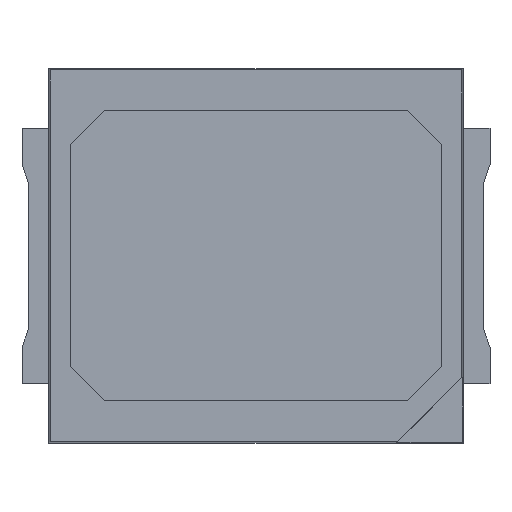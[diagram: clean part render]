
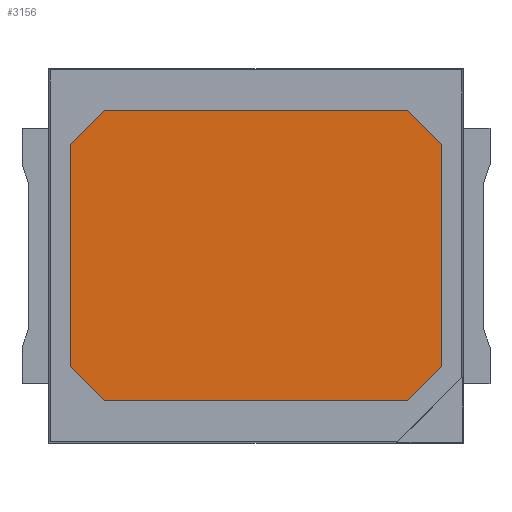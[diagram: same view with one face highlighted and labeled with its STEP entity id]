
A CAD part, top view. The second image highlights one B-rep face of the part: STEP entity #3156.
In plain terms, the highlighted planar face has unit normal (0, 0, 1).
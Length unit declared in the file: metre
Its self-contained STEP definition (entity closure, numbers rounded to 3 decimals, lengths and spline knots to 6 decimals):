
#152=PLANE('',#3401);
#286=LINE('',#4513,#621);
#290=LINE('',#4521,#625);
#293=LINE('',#4527,#628);
#296=LINE('',#4533,#631);
#299=LINE('',#4539,#634);
#302=LINE('',#4545,#637);
#305=LINE('',#4551,#640);
#307=LINE('',#4554,#642);
#621=VECTOR('',#3718,1.);
#625=VECTOR('',#3724,1.);
#628=VECTOR('',#3729,1.);
#631=VECTOR('',#3734,1.);
#634=VECTOR('',#3739,1.);
#637=VECTOR('',#3744,1.);
#640=VECTOR('',#3749,1.);
#642=VECTOR('',#3753,1.);
#1080=ORIENTED_EDGE('',*,*,#1943,.F.);
#1081=ORIENTED_EDGE('',*,*,#1922,.F.);
#1082=ORIENTED_EDGE('',*,*,#1926,.F.);
#1083=ORIENTED_EDGE('',*,*,#1929,.F.);
#1084=ORIENTED_EDGE('',*,*,#1932,.F.);
#1085=ORIENTED_EDGE('',*,*,#1935,.F.);
#1086=ORIENTED_EDGE('',*,*,#1938,.F.);
#1087=ORIENTED_EDGE('',*,*,#1941,.F.);
#1922=EDGE_CURVE('',#2373,#2374,#286,.F.);
#1926=EDGE_CURVE('',#2376,#2373,#290,.F.);
#1929=EDGE_CURVE('',#2378,#2376,#293,.F.);
#1932=EDGE_CURVE('',#2380,#2378,#296,.T.);
#1935=EDGE_CURVE('',#2382,#2380,#299,.T.);
#1938=EDGE_CURVE('',#2384,#2382,#302,.F.);
#1941=EDGE_CURVE('',#2386,#2384,#305,.T.);
#1943=EDGE_CURVE('',#2374,#2386,#307,.T.);
#2373=VERTEX_POINT('',#4512);
#2374=VERTEX_POINT('',#4514);
#2376=VERTEX_POINT('',#4520);
#2378=VERTEX_POINT('',#4526);
#2380=VERTEX_POINT('',#4532);
#2382=VERTEX_POINT('',#4538);
#2384=VERTEX_POINT('',#4544);
#2386=VERTEX_POINT('',#4550);
#2752=EDGE_LOOP('',(#1080,#1081,#1082,#1083,#1084,#1085,#1086,#1087));
#2937=FACE_BOUND('',#2752,.T.);
#3156=ADVANCED_FACE('',(#2937),#152,.T.);
#3401=AXIS2_PLACEMENT_3D('',#4556,#3756,#3757);
#3718=DIRECTION('',(-1.,0.,0.));
#3724=DIRECTION('',(-0.707,-0.707,0.));
#3729=DIRECTION('',(0.,-1.,0.));
#3734=DIRECTION('',(-0.707,0.707,0.));
#3739=DIRECTION('',(-1.,0.,0.));
#3744=DIRECTION('',(0.707,0.707,0.));
#3749=DIRECTION('',(0.,-1.,0.));
#3753=DIRECTION('',(0.707,-0.707,0.));
#3756=DIRECTION('',(0.,0.,1.));
#3757=DIRECTION('',(1.,0.,0.));
#4512=CARTESIAN_POINT('',(-0.001135,0.001085,0.0008));
#4513=CARTESIAN_POINT('',(0.,0.001085,0.0008));
#4514=CARTESIAN_POINT('',(0.001135,0.001085,0.0008));
#4520=CARTESIAN_POINT('',(-0.00139,0.00083,0.0008));
#4521=CARTESIAN_POINT('',(-0.001263,0.000958,0.0008));
#4526=CARTESIAN_POINT('',(-0.00139,-0.00083,0.0008));
#4527=CARTESIAN_POINT('',(-0.00139,0.,0.0008));
#4532=CARTESIAN_POINT('',(-0.001135,-0.001085,0.0008));
#4533=CARTESIAN_POINT('',(-0.001263,-0.000958,0.0008));
#4538=CARTESIAN_POINT('',(0.001135,-0.001085,0.0008));
#4539=CARTESIAN_POINT('',(0.,-0.001085,0.0008));
#4544=CARTESIAN_POINT('',(0.00139,-0.00083,0.0008));
#4545=CARTESIAN_POINT('',(0.001263,-0.000958,0.0008));
#4550=CARTESIAN_POINT('',(0.00139,0.00083,0.0008));
#4551=CARTESIAN_POINT('',(0.00139,0.,0.0008));
#4554=CARTESIAN_POINT('',(0.001263,0.000958,0.0008));
#4556=CARTESIAN_POINT('',(0.,0.,0.0008));
